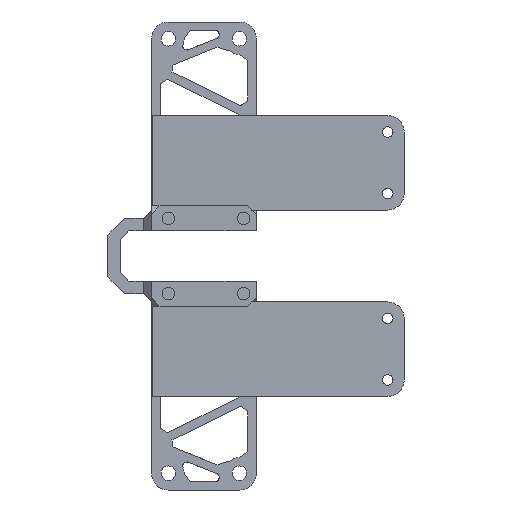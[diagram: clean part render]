
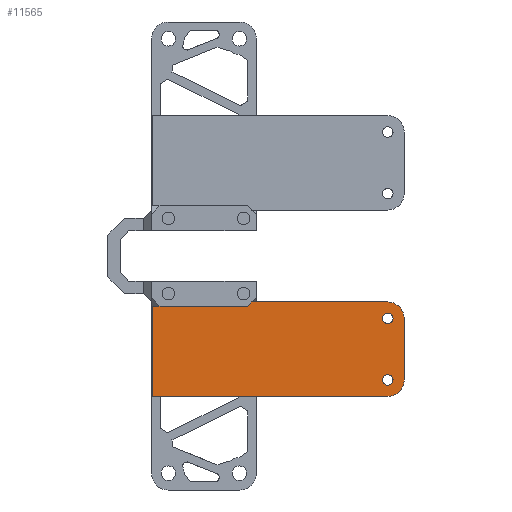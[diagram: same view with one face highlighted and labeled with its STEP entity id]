
A CAD part, front view. The second image highlights one B-rep face of the part: STEP entity #11565.
In plain terms, the highlighted planar face has unit normal (0, -1, 0).
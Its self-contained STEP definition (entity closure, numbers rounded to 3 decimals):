
#661=FACE_BOUND('',#3370,.T.);
#662=FACE_BOUND('',#3371,.T.);
#702=B_SPLINE_CURVE_WITH_KNOTS('',3,(#12544,#12545,#12546,#12547),
 .UNSPECIFIED.,.F.,.F.,(4,4),(-0.249,-0.071),
 .UNSPECIFIED.);
#703=B_SPLINE_CURVE_WITH_KNOTS('',3,(#12549,#12550,#12551,#12552),
 .UNSPECIFIED.,.F.,.F.,(4,4),(-2.933,-2.187),
 .UNSPECIFIED.);
#704=B_SPLINE_CURVE_WITH_KNOTS('',3,(#12554,#12555,#12556,#12557),
 .UNSPECIFIED.,.F.,.F.,(4,4),(-0.359,-0.05),
 .UNSPECIFIED.);
#705=B_SPLINE_CURVE_WITH_KNOTS('',3,(#12561,#12562,#12563,#12564),
 .UNSPECIFIED.,.F.,.F.,(4,4),(-1.971,-0.914),
 .UNSPECIFIED.);
#2664=PLANE('',#12273);
#2693=FACE_OUTER_BOUND('',#3369,.T.);
#3369=EDGE_LOOP('',(#7568,#7569,#7570,#7571,#7572,#7573,#7574,#7575,#7576,
#7577,#7578,#7579));
#3370=EDGE_LOOP('',(#7580));
#3371=EDGE_LOOP('',(#7581));
#4081=LINE('',#12536,#4115);
#4084=LINE('',#12542,#4118);
#4085=LINE('',#12559,#4119);
#4086=LINE('',#12566,#4120);
#4087=LINE('',#12568,#4121);
#4088=LINE('',#12570,#4122);
#4115=VECTOR('',#12363,10.);
#4118=VECTOR('',#12368,10.);
#4119=VECTOR('',#12369,10.);
#4120=VECTOR('',#12370,10.);
#4121=VECTOR('',#12371,10.);
#4122=VECTOR('',#12372,10.);
#4132=CIRCLE('',#12249,1.6);
#4138=CIRCLE('',#12258,1.6);
#4144=CIRCLE('',#12270,5.);
#4146=CIRCLE('',#12274,5.);
#4148=VERTEX_POINT('',#12424);
#4154=VERTEX_POINT('',#12442);
#4176=VERTEX_POINT('',#12526);
#4177=VERTEX_POINT('',#12527);
#4180=VERTEX_POINT('',#12535);
#4182=VERTEX_POINT('',#12541);
#4183=VERTEX_POINT('',#12543);
#4184=VERTEX_POINT('',#12548);
#4185=VERTEX_POINT('',#12553);
#4186=VERTEX_POINT('',#12558);
#4187=VERTEX_POINT('',#12560);
#4188=VERTEX_POINT('',#12565);
#4189=VERTEX_POINT('',#12567);
#4190=VERTEX_POINT('',#12569);
#5495=EDGE_CURVE('',#4148,#4148,#4132,.T.);
#5504=EDGE_CURVE('',#4154,#4154,#4138,.T.);
#5531=EDGE_CURVE('',#4176,#4177,#4144,.T.);
#5535=EDGE_CURVE('',#4177,#4180,#4081,.T.);
#5538=EDGE_CURVE('',#4182,#4176,#4084,.T.);
#5539=EDGE_CURVE('',#4183,#4182,#702,.T.);
#5540=EDGE_CURVE('',#4184,#4183,#703,.T.);
#5541=EDGE_CURVE('',#4185,#4184,#704,.T.);
#5542=EDGE_CURVE('',#4185,#4186,#4085,.T.);
#5543=EDGE_CURVE('',#4187,#4186,#705,.T.);
#5544=EDGE_CURVE('',#4187,#4188,#4086,.T.);
#5545=EDGE_CURVE('',#4189,#4188,#4087,.T.);
#5546=EDGE_CURVE('',#4189,#4190,#4088,.T.);
#5547=EDGE_CURVE('',#4180,#4190,#4146,.T.);
#7568=ORIENTED_EDGE('',*,*,#5531,.F.);
#7569=ORIENTED_EDGE('',*,*,#5538,.F.);
#7570=ORIENTED_EDGE('',*,*,#5539,.F.);
#7571=ORIENTED_EDGE('',*,*,#5540,.F.);
#7572=ORIENTED_EDGE('',*,*,#5541,.F.);
#7573=ORIENTED_EDGE('',*,*,#5542,.T.);
#7574=ORIENTED_EDGE('',*,*,#5543,.F.);
#7575=ORIENTED_EDGE('',*,*,#5544,.T.);
#7576=ORIENTED_EDGE('',*,*,#5545,.F.);
#7577=ORIENTED_EDGE('',*,*,#5546,.T.);
#7578=ORIENTED_EDGE('',*,*,#5547,.F.);
#7579=ORIENTED_EDGE('',*,*,#5535,.F.);
#7580=ORIENTED_EDGE('',*,*,#5495,.T.);
#7581=ORIENTED_EDGE('',*,*,#5504,.T.);
#11565=ADVANCED_FACE('',(#2693,#661,#662),#2664,.T.);
#12249=AXIS2_PLACEMENT_3D('',#12425,#12298,#12299);
#12258=AXIS2_PLACEMENT_3D('',#12443,#12319,#12320);
#12270=AXIS2_PLACEMENT_3D('',#12528,#12355,#12356);
#12273=AXIS2_PLACEMENT_3D('',#12540,#12366,#12367);
#12274=AXIS2_PLACEMENT_3D('',#12571,#12373,#12374);
#12298=DIRECTION('center_axis',(0.,1.,0.));
#12299=DIRECTION('ref_axis',(-1.,0.,0.));
#12319=DIRECTION('center_axis',(0.,1.,0.));
#12320=DIRECTION('ref_axis',(-1.,0.,0.));
#12355=DIRECTION('center_axis',(0.,1.,0.));
#12356=DIRECTION('ref_axis',(0.707,0.,0.707));
#12363=DIRECTION('',(0.,0.,-1.));
#12366=DIRECTION('center_axis',(0.,-1.,0.));
#12367=DIRECTION('ref_axis',(0.,0.,-1.));
#12368=DIRECTION('',(1.,0.,0.));
#12369=DIRECTION('',(-1.,0.,0.));
#12370=DIRECTION('',(-1.,0.,0.));
#12371=DIRECTION('',(0.,0.,1.));
#12372=DIRECTION('',(1.,0.,0.));
#12373=DIRECTION('center_axis',(0.,1.,0.));
#12374=DIRECTION('ref_axis',(0.707,0.,-0.707));
#12424=CARTESIAN_POINT('',(-34.6,-4.,-18.976));
#12425=CARTESIAN_POINT('Origin',(-36.2,-4.,-18.976));
#12442=CARTESIAN_POINT('',(-34.6,-4.,-37.671));
#12443=CARTESIAN_POINT('Origin',(-36.2,-4.,-37.671));
#12526=CARTESIAN_POINT('',(-36.2,-4.,-13.976));
#12527=CARTESIAN_POINT('',(-31.2,-4.,-18.976));
#12528=CARTESIAN_POINT('Origin',(-36.2,-4.,-18.976));
#12535=CARTESIAN_POINT('',(-31.2,-4.,-37.671));
#12536=CARTESIAN_POINT('',(-31.2,-4.,-13.976));
#12540=CARTESIAN_POINT('Origin',(-76.2,-4.,-13.976));
#12541=CARTESIAN_POINT('',(-77.476,-4.,-13.976));
#12542=CARTESIAN_POINT('',(-76.2,-4.,-13.976));
#12543=CARTESIAN_POINT('',(-78.74,-4.,-15.24));
#12544=CARTESIAN_POINT('Ctrl Pts',(-78.74,-4.,-15.24));
#12545=CARTESIAN_POINT('Ctrl Pts',(-78.319,-4.,-14.819));
#12546=CARTESIAN_POINT('Ctrl Pts',(-77.898,-4.,-14.398));
#12547=CARTESIAN_POINT('Ctrl Pts',(-77.476,-4.,-13.976));
#12548=CARTESIAN_POINT('',(-86.2,-4.,-15.24));
#12549=CARTESIAN_POINT('Ctrl Pts',(-86.2,-4.,-15.24));
#12550=CARTESIAN_POINT('Ctrl Pts',(-83.713,-4.,-15.24));
#12551=CARTESIAN_POINT('Ctrl Pts',(-81.227,-4.,-15.24));
#12552=CARTESIAN_POINT('Ctrl Pts',(-78.74,-4.,-15.24));
#12553=CARTESIAN_POINT('',(-89.289,-4.,-15.24));
#12554=CARTESIAN_POINT('Ctrl Pts',(-89.289,-4.,-15.24));
#12555=CARTESIAN_POINT('Ctrl Pts',(-88.26,-4.,-15.24));
#12556=CARTESIAN_POINT('Ctrl Pts',(-87.23,-4.,-15.24));
#12557=CARTESIAN_POINT('Ctrl Pts',(-86.2,-4.,-15.24));
#12558=CARTESIAN_POINT('',(-94.843,-4.,-15.24));
#12559=CARTESIAN_POINT('',(-86.2,-4.,-15.24));
#12560=CARTESIAN_POINT('',(-105.41,-4.,-15.24));
#12561=CARTESIAN_POINT('Ctrl Pts',(-105.41,-4.,
-15.24));
#12562=CARTESIAN_POINT('Ctrl Pts',(-101.888,-4.,
-15.24));
#12563=CARTESIAN_POINT('Ctrl Pts',(-98.366,-4.,-15.24));
#12564=CARTESIAN_POINT('Ctrl Pts',(-94.843,-4.,-15.24));
#12565=CARTESIAN_POINT('',(-107.7,-4.,-15.24));
#12566=CARTESIAN_POINT('',(-86.2,-4.,-15.24));
#12567=CARTESIAN_POINT('',(-107.7,-4.,-42.671));
#12568=CARTESIAN_POINT('',(-107.7,-4.,-42.671));
#12569=CARTESIAN_POINT('',(-36.2,-4.,-42.671));
#12570=CARTESIAN_POINT('',(-76.2,-4.,-42.671));
#12571=CARTESIAN_POINT('Origin',(-36.2,-4.,-37.671));
